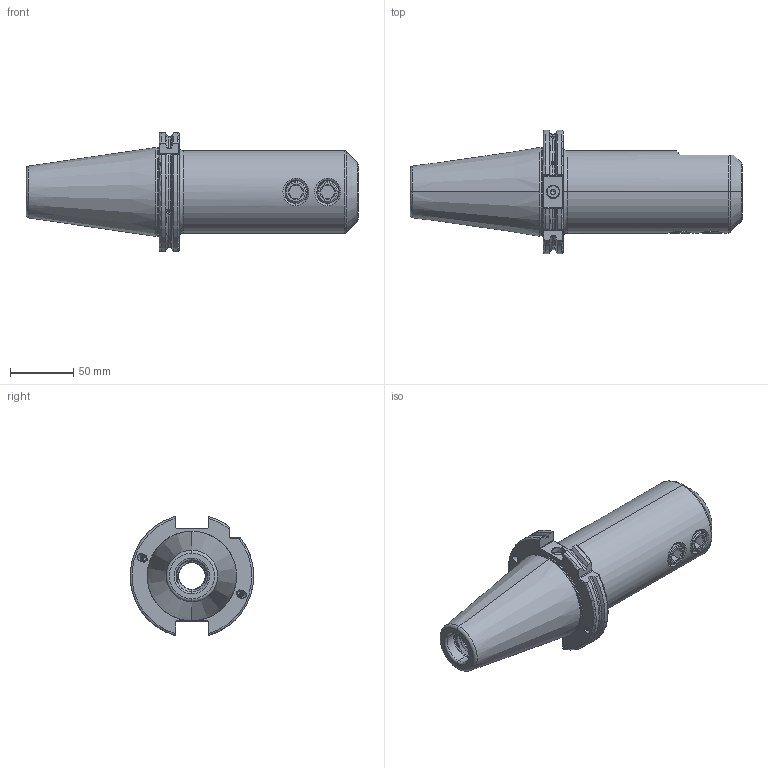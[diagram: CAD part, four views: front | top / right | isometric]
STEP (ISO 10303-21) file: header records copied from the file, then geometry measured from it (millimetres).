
FILE_DESCRIPTION (( 'STEP AP203' ), '1' );
FILE_NAME ('503.04.25.2.STEP', '2016-11-25T08:00:30', ( '' ), ( '' ), 'SwSTEP 2.0', 'SolidWorks 2012', '' );
FILE_SCHEMA (( 'CONFIG_CONTROL_DESIGN' ));
Length unit declared in the file: millimetre
Products named in the file (3): 503.04.25.2; 側固18_M18x2_20L
Assembly tree (3 placements, depth 2):
  503.04.25.2
    503.04.25.2
    側固18_M18x2_20L  x2
Bounding box: 261.75 x 97.33 x 93.81 mm (x, y, z)
Volume: 711327.9 mm3; surface area: 91933 mm2
Topology: 3 solids, 3 shells, 414 faces, 1128 edges, 707 vertices
Faces by surface type: cylinder 188, plane 81, bspline 54, cone 52, torus 39
Entity records: 36905 total; most frequent: CARTESIAN_POINT 28486, ORIENTED_EDGE 2016, DIRECTION 1321, EDGE_CURVE 1008, VERTEX_POINT 640, AXIS2_PLACEMENT_3D 511, EDGE_LOOP 392, ADVANCED_FACE 375
